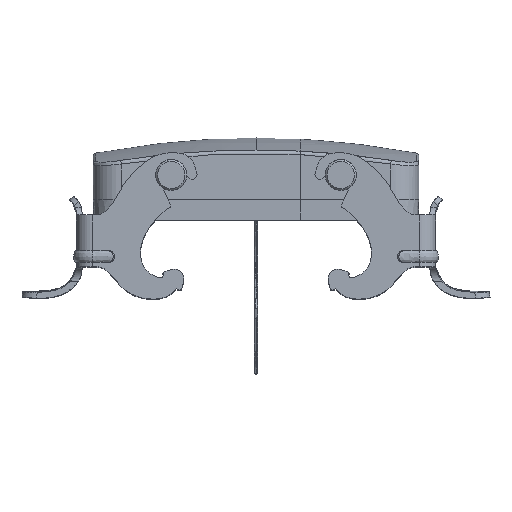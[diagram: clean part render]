
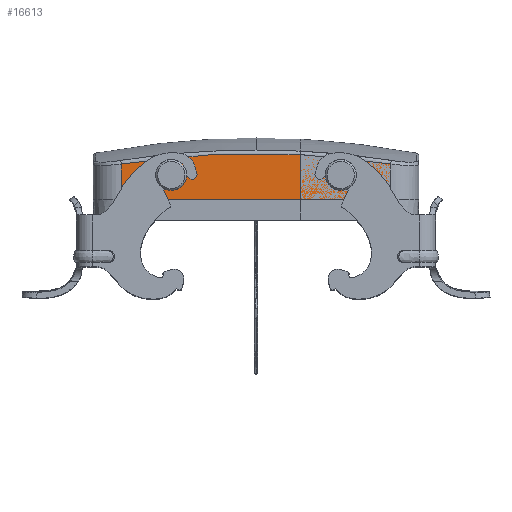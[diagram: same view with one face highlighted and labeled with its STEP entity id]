
A CAD part, top view. The second image highlights one B-rep face of the part: STEP entity #16613.
In plain terms, the highlighted planar face has unit normal (0, 0, 1).
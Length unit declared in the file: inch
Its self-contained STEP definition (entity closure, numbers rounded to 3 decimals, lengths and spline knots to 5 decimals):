
#192 = CARTESIAN_POINT ( 'NONE',  ( 0.94488, 0.27559, 1.63878 ) ) ;
#280 = CARTESIAN_POINT ( 'NONE',  ( -1.50098, 0.7874, 1.63878 ) ) ;
#281 = FACE_BOUND ( 'NONE', #5534, .T. ) ;
#1256 = EDGE_CURVE ( 'NONE', #11268, #15130, #14009, .T. ) ;
#1297 = LINE ( 'NONE', #16740, #12564 ) ;
#1339 = CARTESIAN_POINT ( 'NONE',  ( 1.50098, 0.40047, 1.63878 ) ) ;
#1657 = DIRECTION ( 'NONE',  ( -1., 0., 0. ) ) ;
#1885 = CARTESIAN_POINT ( 'NONE',  ( 1.50098, 0.40047, 1.63878 ) ) ;
#2001 = CARTESIAN_POINT ( 'NONE',  ( 1.11713, 0.27559, 1.63878 ) ) ;
#2021 = CIRCLE ( 'NONE', #9608, 0.17224 ) ;
#2229 = B_SPLINE_CURVE_WITH_KNOTS ( 'NONE', 3,
 ( #1339, #10151, #4298, #14512, #5776, #15880, #7291, #17267 ),
 .UNSPECIFIED., .F., .F.,
 ( 4, 2, 2, 4 ),
 ( 0., 0.03815, 0.05723, 0.07631 ),
 .UNSPECIFIED. ) ;
#2504 = LINE ( 'NONE', #280, #10352 ) ;
#2533 = ORIENTED_EDGE ( 'NONE', *, *, #10139, .F. ) ;
#2780 = ORIENTED_EDGE ( 'NONE', *, *, #4725, .F. ) ;
#2812 = VECTOR ( 'NONE', #18280, 39.37008 ) ;
#2880 = EDGE_CURVE ( 'NONE', #7658, #7438, #2021, .T. ) ;
#2967 = ORIENTED_EDGE ( 'NONE', *, *, #1256, .T. ) ;
#3064 = CARTESIAN_POINT ( 'NONE',  ( -1.50098, 0.40047, 1.63878 ) ) ;
#3310 = CIRCLE ( 'NONE', #8702, 0.17224 ) ;
#3807 = EDGE_CURVE ( 'NONE', #7438, #7658, #11161, .T. ) ;
#3831 = DIRECTION ( 'NONE',  ( 0., -1., 0. ) ) ;
#4298 = CARTESIAN_POINT ( 'NONE',  ( 0.50335, 0.51607, 1.63878 ) ) ;
#4436 = CARTESIAN_POINT ( 'NONE',  ( 0.94488, 0.27559, 1.63878 ) ) ;
#4725 = EDGE_CURVE ( 'NONE', #16450, #15130, #1297, .T. ) ;
#5176 = DIRECTION ( 'NONE',  ( 0., 0., -1. ) ) ;
#5534 = EDGE_LOOP ( 'NONE', ( #2533, #12897 ) ) ;
#5776 = CARTESIAN_POINT ( 'NONE',  ( -0.4993, 0.5066, 1.63878 ) ) ;
#5917 = DIRECTION ( 'NONE',  ( -1., 0., 0. ) ) ;
#6410 = ORIENTED_EDGE ( 'NONE', *, *, #11783, .T. ) ;
#6525 = AXIS2_PLACEMENT_3D ( 'NONE', #13924, #5176, #15315 ) ;
#6816 = CARTESIAN_POINT ( 'NONE',  ( 0.77264, 0.27559, 1.63878 ) ) ;
#7291 = CARTESIAN_POINT ( 'NONE',  ( -1.25192, 0.43887, 1.63878 ) ) ;
#7389 = DIRECTION ( 'NONE',  ( 0., 0., 1. ) ) ;
#7438 = VERTEX_POINT ( 'NONE', #6816 ) ;
#7658 = VERTEX_POINT ( 'NONE', #2001 ) ;
#8390 = DIRECTION ( 'NONE',  ( 0., 0., 1. ) ) ;
#8702 = AXIS2_PLACEMENT_3D ( 'NONE', #15977, #7389, #17366 ) ;
#9550 = VERTEX_POINT ( 'NONE', #15220 ) ;
#9608 = AXIS2_PLACEMENT_3D ( 'NONE', #4436, #14639, #5917 ) ;
#10139 = EDGE_CURVE ( 'NONE', #14978, #9550, #3310, .T. ) ;
#10151 = CARTESIAN_POINT ( 'NONE',  ( 1.00292, 0.47726, 1.63878 ) ) ;
#10352 = VECTOR ( 'NONE', #10493, 39.37008 ) ;
#10451 = ORIENTED_EDGE ( 'NONE', *, *, #2880, .T. ) ;
#10470 = DIRECTION ( 'NONE',  ( 0., 0., -1. ) ) ;
#10493 = DIRECTION ( 'NONE',  ( 0., -1., 0. ) ) ;
#11161 = CIRCLE ( 'NONE', #13089, 0.17224 ) ;
#11268 = VERTEX_POINT ( 'NONE', #12235 ) ;
#11487 = EDGE_CURVE ( 'NONE', #15515, #11268, #2504, .T. ) ;
#11783 = EDGE_CURVE ( 'NONE', #16450, #15515, #2229, .T. ) ;
#11992 = CARTESIAN_POINT ( 'NONE',  ( -1.11713, 0.27559, 1.63878 ) ) ;
#12235 = CARTESIAN_POINT ( 'NONE',  ( -1.50098, 0., 1.63878 ) ) ;
#12564 = VECTOR ( 'NONE', #3831, 39.37008 ) ;
#12897 = ORIENTED_EDGE ( 'NONE', *, *, #16708, .F. ) ;
#13089 = AXIS2_PLACEMENT_3D ( 'NONE', #192, #10470, #1657 ) ;
#13385 = AXIS2_PLACEMENT_3D ( 'NONE', #16920, #8390, #18331 ) ;
#13861 = PLANE ( 'NONE',  #6525 ) ;
#13924 = CARTESIAN_POINT ( 'NONE',  ( 1.50098, 0.7874, 1.63878 ) ) ;
#14009 = LINE ( 'NONE', #18347, #2812 ) ;
#14512 = CARTESIAN_POINT ( 'NONE',  ( -0.2483, 0.51625, 1.63878 ) ) ;
#14639 = DIRECTION ( 'NONE',  ( 0., 0., -1. ) ) ;
#14671 = CIRCLE ( 'NONE', #13385, 0.17224 ) ;
#14884 = FACE_OUTER_BOUND ( 'NONE', #15275, .T. ) ;
#14978 = VERTEX_POINT ( 'NONE', #11992 ) ;
#15069 = CARTESIAN_POINT ( 'NONE',  ( 1.50098, 0., 1.63878 ) ) ;
#15130 = VERTEX_POINT ( 'NONE', #15069 ) ;
#15220 = CARTESIAN_POINT ( 'NONE',  ( -0.77264, 0.27559, 1.63878 ) ) ;
#15222 = EDGE_LOOP ( 'NONE', ( #17971, #10451 ) ) ;
#15275 = EDGE_LOOP ( 'NONE', ( #2780, #6410, #15734, #2967 ) ) ;
#15315 = DIRECTION ( 'NONE',  ( -1., 0., 0. ) ) ;
#15515 = VERTEX_POINT ( 'NONE', #3064 ) ;
#15734 = ORIENTED_EDGE ( 'NONE', *, *, #11487, .T. ) ;
#15880 = CARTESIAN_POINT ( 'NONE',  ( -1.00178, 0.46785, 1.63878 ) ) ;
#15977 = CARTESIAN_POINT ( 'NONE',  ( -0.94488, 0.27559, 1.63878 ) ) ;
#16450 = VERTEX_POINT ( 'NONE', #1885 ) ;
#16613 = ADVANCED_FACE ( 'NONE', ( #14884, #18547, #281 ), #13861, .F. ) ;
#16708 = EDGE_CURVE ( 'NONE', #9550, #14978, #14671, .T. ) ;
#16740 = CARTESIAN_POINT ( 'NONE',  ( 1.50098, 0.7874, 1.63878 ) ) ;
#16920 = CARTESIAN_POINT ( 'NONE',  ( -0.94488, 0.27559, 1.63878 ) ) ;
#17267 = CARTESIAN_POINT ( 'NONE',  ( -1.50098, 0.40047, 1.63878 ) ) ;
#17366 = DIRECTION ( 'NONE',  ( -1., 0., 0. ) ) ;
#17971 = ORIENTED_EDGE ( 'NONE', *, *, #3807, .T. ) ;
#18280 = DIRECTION ( 'NONE',  ( 1., 0., 0. ) ) ;
#18331 = DIRECTION ( 'NONE',  ( -1., 0., 0. ) ) ;
#18347 = CARTESIAN_POINT ( 'NONE',  ( 1.50098, 0., 1.63878 ) ) ;
#18547 = FACE_BOUND ( 'NONE', #15222, .T. ) ;
